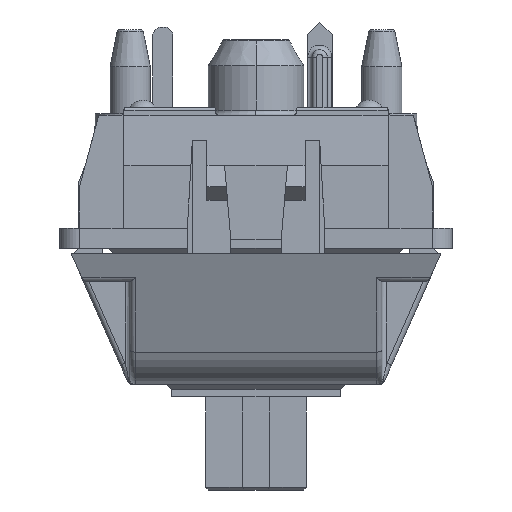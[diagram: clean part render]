
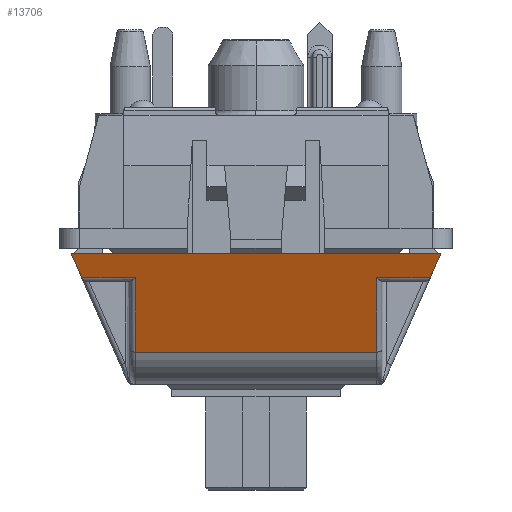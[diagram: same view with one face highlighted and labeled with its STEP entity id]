
A CAD part, left-side view. The second image highlights one B-rep face of the part: STEP entity #13706.
In plain terms, the highlighted planar face has unit normal (-0.933, 0, -0.359).
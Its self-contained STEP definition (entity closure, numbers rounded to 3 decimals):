
#10034=CARTESIAN_POINT('',(-7.35,-7.35,
5.2));
#10035=CARTESIAN_POINT('',(-7.35,-5.717,
5.2));
#10036=CARTESIAN_POINT('',(-7.35,-2.45,
5.2));
#10037=CARTESIAN_POINT('',(-7.35,2.45,
5.2));
#10038=CARTESIAN_POINT('',(-7.35,5.717,
5.2));
#10039=CARTESIAN_POINT('',(-7.35,7.35,
5.2));
#10282=DIRECTION('',(-0.359,0.,0.933));
#10283=VECTOR('',#10282,3.157);
#10284=CARTESIAN_POINT('',(-5.842,-4.8,1.282));
#10285=LINE('',#10284,#10283);
#10286=DIRECTION('',(0.,1.,0.));
#10287=VECTOR('',#10286,9.6);
#10288=CARTESIAN_POINT('',(-5.842,-4.8,1.282));
#10289=LINE('',#10288,#10287);
#10290=DIRECTION('',(0.359,0.,-0.933));
#10291=VECTOR('',#10290,3.157);
#10292=CARTESIAN_POINT('',(-6.976,4.8,4.228));
#10293=LINE('',#10292,#10291);
#10294=DIRECTION('',(0.,-1.,0.));
#10295=VECTOR('',#10294,2.12);
#10296=CARTESIAN_POINT('',(-6.976,6.92,
4.228));
#10297=LINE('',#10296,#10295);
#10298=DIRECTION('',(0.,-1.,0.));
#10299=VECTOR('',#10298,2.12);
#10300=CARTESIAN_POINT('',(-6.976,-4.8,4.228));
#10301=LINE('',#10300,#10299);
#10850=DIRECTION('',(0.332,0.382,-0.863));
#10851=VECTOR('',#10850,1.126);
#10852=CARTESIAN_POINT('',(-7.35,-7.35,
5.2));
#10853=LINE('',#10852,#10851);
#11862=DIRECTION('',(-0.332,0.382,0.863));
#11863=VECTOR('',#11862,1.126);
#11864=CARTESIAN_POINT('',(-6.976,6.92,
4.228));
#11865=LINE('',#11864,#11863);
#11869=CARTESIAN_POINT('',(-6.976,6.92,
4.228));
#12650=VERTEX_POINT('',#10034);
#12651=VERTEX_POINT('',#10039);
#13142=CARTESIAN_POINT('',(-5.842,-4.8,1.282));
#13143=VERTEX_POINT('',#13142);
#13148=CARTESIAN_POINT('',(-6.976,-4.8,4.228));
#13149=VERTEX_POINT('',#13148);
#13150=CARTESIAN_POINT('',(-6.976,-6.92,
4.228));
#13151=VERTEX_POINT('',#13150);
#13286=CARTESIAN_POINT('',(-5.842,4.8,1.282));
#13287=VERTEX_POINT('',#13286);
#13290=CARTESIAN_POINT('',(-6.976,4.8,4.228));
#13291=VERTEX_POINT('',#13290);
#13295=VERTEX_POINT('',#11869);
#13684=CARTESIAN_POINT('',(-6.35,0.,2.6));
#13685=DIRECTION('',(-0.933,0.,-0.359));
#13686=DIRECTION('',(-0.359,0.,0.933));
#13687=AXIS2_PLACEMENT_3D('',#13684,#13685,#13686);
#13688=PLANE('',#13687);
#13690=ORIENTED_EDGE('',*,*,#13689,.F.);
#13692=ORIENTED_EDGE('',*,*,#13691,.T.);
#13694=ORIENTED_EDGE('',*,*,#13693,.F.);
#13696=ORIENTED_EDGE('',*,*,#13695,.F.);
#13698=ORIENTED_EDGE('',*,*,#13697,.T.);
#13699=ORIENTED_EDGE('',*,*,#13514,.F.);
#13701=ORIENTED_EDGE('',*,*,#13700,.T.);
#13703=ORIENTED_EDGE('',*,*,#13702,.F.);
#13704=EDGE_LOOP('',(#13690,#13692,#13694,#13696,#13698,#13699,#13701,#13703));
#13705=FACE_OUTER_BOUND('',#13704,.F.);
#13706=ADVANCED_FACE('',(#13705),#13688,.T.);
#10040=B_SPLINE_CURVE_WITH_KNOTS('',3,(#10034,#10035,#10036,#10037,#10038,
#10039),.UNSPECIFIED.,.F.,.F.,(4,1,1,4),(0.,0.333,
0.667,1.),.UNSPECIFIED.);
#13514=EDGE_CURVE('',#12650,#12651,#10040,.T.);
#13689=EDGE_CURVE('',#13143,#13149,#10285,.T.);
#13691=EDGE_CURVE('',#13143,#13287,#10289,.T.);
#13693=EDGE_CURVE('',#13291,#13287,#10293,.T.);
#13695=EDGE_CURVE('',#13295,#13291,#10297,.T.);
#13697=EDGE_CURVE('',#13295,#12651,#11865,.T.);
#13700=EDGE_CURVE('',#12650,#13151,#10853,.T.);
#13702=EDGE_CURVE('',#13149,#13151,#10301,.T.);
